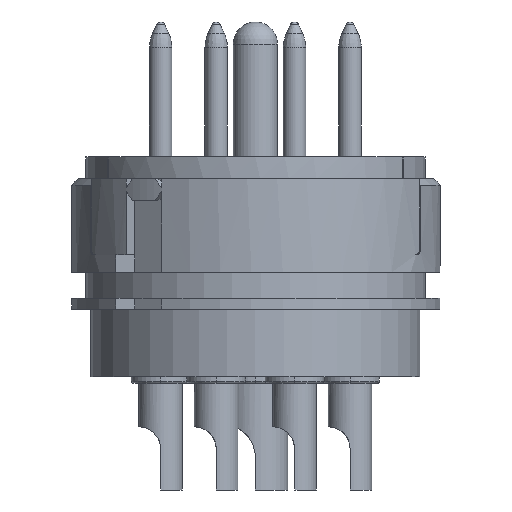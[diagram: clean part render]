
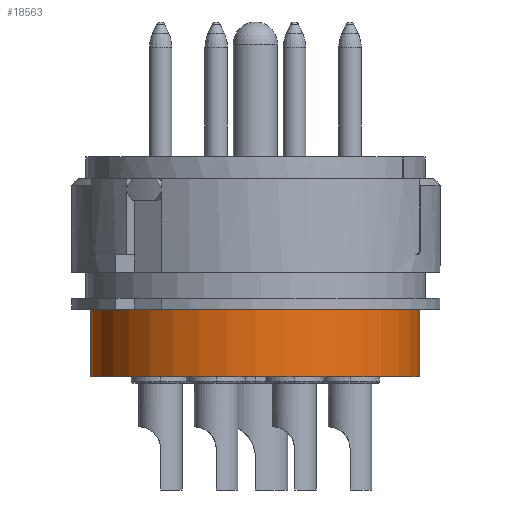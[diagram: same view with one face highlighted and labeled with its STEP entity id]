
A CAD part, left-side view. The second image highlights one B-rep face of the part: STEP entity #18563.
In plain terms, the highlighted cylindrical face has radius 7.55 mm (diameter 15.1 mm), a partial arc.
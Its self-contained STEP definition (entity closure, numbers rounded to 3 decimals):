
#1430=DIRECTION('',(0.,0.,-1.));
#1431=VECTOR('',#1430,3.1);
#1432=CARTESIAN_POINT('',(0.,-7.55,-2.5));
#1433=LINE('',#1432,#1431);
#1434=DIRECTION('',(0.,0.,-1.));
#1435=VECTOR('',#1434,3.1);
#1436=CARTESIAN_POINT('',(0.,7.55,-2.5));
#1437=LINE('',#1436,#1435);
#1438=CARTESIAN_POINT('',(0.,0.,-2.5));
#1439=DIRECTION('',(0.,0.,-1.));
#1440=DIRECTION('',(0.,-1.,0.));
#1441=AXIS2_PLACEMENT_3D('',#1438,#1439,#1440);
#1443=CARTESIAN_POINT('',(0.,0.,-5.6));
#1444=DIRECTION('',(0.,0.,-1.));
#1445=DIRECTION('',(0.,-1.,0.));
#1446=AXIS2_PLACEMENT_3D('',#1443,#1444,#1445);
#12876=CARTESIAN_POINT('',(0.,-7.55,-2.5));
#12877=CARTESIAN_POINT('',(0.,-7.55,-5.6));
#12878=VERTEX_POINT('',#12876);
#12879=VERTEX_POINT('',#12877);
#12880=CARTESIAN_POINT('',(0.,7.55,-2.5));
#12881=CARTESIAN_POINT('',(0.,7.55,-5.6));
#12882=VERTEX_POINT('',#12880);
#12883=VERTEX_POINT('',#12881);
#18551=CARTESIAN_POINT('',(0.,0.,-6.105));
#18552=DIRECTION('',(0.,0.,1.));
#18553=DIRECTION('',(0.,1.,0.));
#18554=AXIS2_PLACEMENT_3D('',#18551,#18552,#18553);
#18555=CYLINDRICAL_SURFACE('',#18554,7.55);
#18556=ORIENTED_EDGE('',*,*,#18541,.T.);
#18558=ORIENTED_EDGE('',*,*,#18557,.T.);
#18559=ORIENTED_EDGE('',*,*,#18544,.F.);
#18560=ORIENTED_EDGE('',*,*,#18388,.F.);
#18561=EDGE_LOOP('',(#18556,#18558,#18559,#18560));
#18562=FACE_OUTER_BOUND('',#18561,.F.);
#1442=CIRCLE('',#1441,7.55);
#1447=CIRCLE('',#1446,7.55);
#18388=EDGE_CURVE('',#12878,#12882,#1442,.T.);
#18541=EDGE_CURVE('',#12878,#12879,#1433,.T.);
#18544=EDGE_CURVE('',#12882,#12883,#1437,.T.);
#18557=EDGE_CURVE('',#12879,#12883,#1447,.T.);
#18563=ADVANCED_FACE('',(#18562),#18555,.T.);
